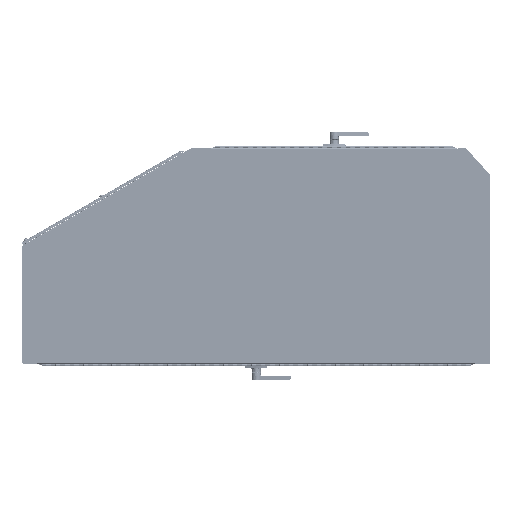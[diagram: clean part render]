
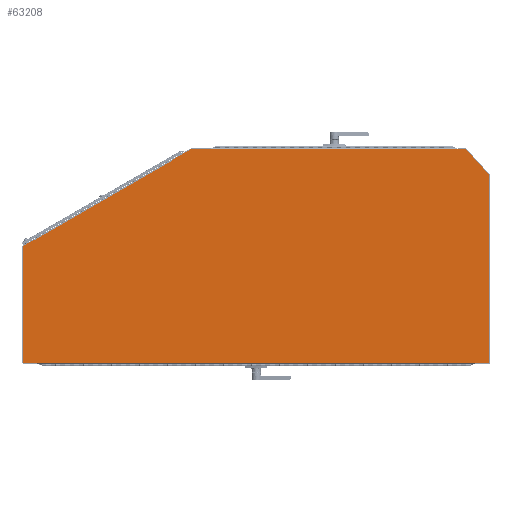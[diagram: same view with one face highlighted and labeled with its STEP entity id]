
A CAD part, left-side view. The second image highlights one B-rep face of the part: STEP entity #63208.
In plain terms, the highlighted face is planar.
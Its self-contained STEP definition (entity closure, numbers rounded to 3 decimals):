
#3326=PLANE('',#67914);
#5295=FACE_OUTER_BOUND('',#8821,.T.);
#8821=EDGE_LOOP('',(#41904,#41905,#41906,#41907,#41908,#41909,#41910,#41911,
#41912,#41913,#41914,#41915,#41916,#41917,#41918,#41919,#41920,#41921,#41922,
#41923,#41924,#41925,#41926,#41927,#41928,#41929,#41930,#41931,#41932,#41933));
#12952=LINE('',#90050,#18722);
#12955=LINE('',#90056,#18725);
#12958=LINE('',#90064,#18728);
#12961=LINE('',#90068,#18731);
#12989=LINE('',#90125,#18759);
#12991=LINE('',#90129,#18761);
#12993=LINE('',#90132,#18763);
#12994=LINE('',#90135,#18764);
#12995=LINE('',#90137,#18765);
#12996=LINE('',#90139,#18766);
#12997=LINE('',#90141,#18767);
#12998=LINE('',#90143,#18768);
#12999=LINE('',#90145,#18769);
#13000=LINE('',#90147,#18770);
#13001=LINE('',#90149,#18771);
#13002=LINE('',#90151,#18772);
#13003=LINE('',#90153,#18773);
#13004=LINE('',#90155,#18774);
#13005=LINE('',#90157,#18775);
#13006=LINE('',#90159,#18776);
#13007=LINE('',#90161,#18777);
#13008=LINE('',#90163,#18778);
#13009=LINE('',#90165,#18779);
#13010=LINE('',#90167,#18780);
#13011=LINE('',#90169,#18781);
#13012=LINE('',#90171,#18782);
#13013=LINE('',#90173,#18783);
#13014=LINE('',#90175,#18784);
#13015=LINE('',#90177,#18785);
#13016=LINE('',#90178,#18786);
#18722=VECTOR('',#73406,0.394);
#18725=VECTOR('',#73411,0.394);
#18728=VECTOR('',#73416,0.394);
#18731=VECTOR('',#73421,0.394);
#18759=VECTOR('',#73453,0.394);
#18761=VECTOR('',#73457,0.394);
#18763=VECTOR('',#73461,0.394);
#18764=VECTOR('',#73464,0.394);
#18765=VECTOR('',#73465,0.394);
#18766=VECTOR('',#73466,0.394);
#18767=VECTOR('',#73467,0.394);
#18768=VECTOR('',#73468,0.394);
#18769=VECTOR('',#73469,0.394);
#18770=VECTOR('',#73470,0.394);
#18771=VECTOR('',#73471,0.394);
#18772=VECTOR('',#73472,0.394);
#18773=VECTOR('',#73473,0.394);
#18774=VECTOR('',#73474,0.394);
#18775=VECTOR('',#73475,0.394);
#18776=VECTOR('',#73476,0.394);
#18777=VECTOR('',#73477,0.394);
#18778=VECTOR('',#73478,0.394);
#18779=VECTOR('',#73479,0.394);
#18780=VECTOR('',#73480,0.394);
#18781=VECTOR('',#73481,0.394);
#18782=VECTOR('',#73482,0.394);
#18783=VECTOR('',#73483,0.394);
#18784=VECTOR('',#73484,0.394);
#18785=VECTOR('',#73485,0.394);
#18786=VECTOR('',#73486,0.394);
#26573=VERTEX_POINT('',#90041);
#26574=VERTEX_POINT('',#90045);
#26576=VERTEX_POINT('',#90054);
#26579=VERTEX_POINT('',#90061);
#26580=VERTEX_POINT('',#90063);
#26606=VERTEX_POINT('',#90122);
#26607=VERTEX_POINT('',#90124);
#26608=VERTEX_POINT('',#90128);
#26609=VERTEX_POINT('',#90134);
#26610=VERTEX_POINT('',#90136);
#26611=VERTEX_POINT('',#90138);
#26612=VERTEX_POINT('',#90140);
#26613=VERTEX_POINT('',#90142);
#26614=VERTEX_POINT('',#90144);
#26615=VERTEX_POINT('',#90146);
#26616=VERTEX_POINT('',#90148);
#26617=VERTEX_POINT('',#90150);
#26618=VERTEX_POINT('',#90152);
#26619=VERTEX_POINT('',#90154);
#26620=VERTEX_POINT('',#90156);
#26621=VERTEX_POINT('',#90158);
#26622=VERTEX_POINT('',#90160);
#26623=VERTEX_POINT('',#90162);
#26624=VERTEX_POINT('',#90164);
#26625=VERTEX_POINT('',#90166);
#26626=VERTEX_POINT('',#90168);
#26627=VERTEX_POINT('',#90170);
#26628=VERTEX_POINT('',#90172);
#26629=VERTEX_POINT('',#90174);
#26630=VERTEX_POINT('',#90176);
#32553=EDGE_CURVE('',#26573,#26574,#12952,.T.);
#32556=EDGE_CURVE('',#26574,#26576,#12955,.T.);
#32559=EDGE_CURVE('',#26580,#26579,#12958,.T.);
#32562=EDGE_CURVE('',#26576,#26580,#12961,.T.);
#32590=EDGE_CURVE('',#26607,#26606,#12989,.T.);
#32592=EDGE_CURVE('',#26608,#26573,#12991,.T.);
#32594=EDGE_CURVE('',#26606,#26608,#12993,.T.);
#32595=EDGE_CURVE('',#26609,#26579,#12994,.T.);
#32596=EDGE_CURVE('',#26610,#26609,#12995,.T.);
#32597=EDGE_CURVE('',#26611,#26610,#12996,.T.);
#32598=EDGE_CURVE('',#26611,#26612,#12997,.T.);
#32599=EDGE_CURVE('',#26612,#26613,#12998,.T.);
#32600=EDGE_CURVE('',#26613,#26614,#12999,.T.);
#32601=EDGE_CURVE('',#26614,#26615,#13000,.T.);
#32602=EDGE_CURVE('',#26615,#26616,#13001,.T.);
#32603=EDGE_CURVE('',#26616,#26617,#13002,.T.);
#32604=EDGE_CURVE('',#26617,#26618,#13003,.T.);
#32605=EDGE_CURVE('',#26619,#26618,#13004,.T.);
#32606=EDGE_CURVE('',#26620,#26619,#13005,.T.);
#32607=EDGE_CURVE('',#26621,#26620,#13006,.T.);
#32608=EDGE_CURVE('',#26622,#26621,#13007,.T.);
#32609=EDGE_CURVE('',#26622,#26623,#13008,.T.);
#32610=EDGE_CURVE('',#26623,#26624,#13009,.T.);
#32611=EDGE_CURVE('',#26624,#26625,#13010,.T.);
#32612=EDGE_CURVE('',#26625,#26626,#13011,.T.);
#32613=EDGE_CURVE('',#26626,#26627,#13012,.T.);
#32614=EDGE_CURVE('',#26627,#26628,#13013,.T.);
#32615=EDGE_CURVE('',#26628,#26629,#13014,.T.);
#32616=EDGE_CURVE('',#26630,#26629,#13015,.T.);
#32617=EDGE_CURVE('',#26607,#26630,#13016,.T.);
#41904=ORIENTED_EDGE('',*,*,#32559,.T.);
#41905=ORIENTED_EDGE('',*,*,#32595,.F.);
#41906=ORIENTED_EDGE('',*,*,#32596,.F.);
#41907=ORIENTED_EDGE('',*,*,#32597,.F.);
#41908=ORIENTED_EDGE('',*,*,#32598,.T.);
#41909=ORIENTED_EDGE('',*,*,#32599,.T.);
#41910=ORIENTED_EDGE('',*,*,#32600,.T.);
#41911=ORIENTED_EDGE('',*,*,#32601,.T.);
#41912=ORIENTED_EDGE('',*,*,#32602,.T.);
#41913=ORIENTED_EDGE('',*,*,#32603,.T.);
#41914=ORIENTED_EDGE('',*,*,#32604,.T.);
#41915=ORIENTED_EDGE('',*,*,#32605,.F.);
#41916=ORIENTED_EDGE('',*,*,#32606,.F.);
#41917=ORIENTED_EDGE('',*,*,#32607,.F.);
#41918=ORIENTED_EDGE('',*,*,#32608,.F.);
#41919=ORIENTED_EDGE('',*,*,#32609,.T.);
#41920=ORIENTED_EDGE('',*,*,#32610,.T.);
#41921=ORIENTED_EDGE('',*,*,#32611,.T.);
#41922=ORIENTED_EDGE('',*,*,#32612,.T.);
#41923=ORIENTED_EDGE('',*,*,#32613,.T.);
#41924=ORIENTED_EDGE('',*,*,#32614,.T.);
#41925=ORIENTED_EDGE('',*,*,#32615,.T.);
#41926=ORIENTED_EDGE('',*,*,#32616,.F.);
#41927=ORIENTED_EDGE('',*,*,#32617,.F.);
#41928=ORIENTED_EDGE('',*,*,#32590,.T.);
#41929=ORIENTED_EDGE('',*,*,#32594,.T.);
#41930=ORIENTED_EDGE('',*,*,#32592,.T.);
#41931=ORIENTED_EDGE('',*,*,#32553,.T.);
#41932=ORIENTED_EDGE('',*,*,#32556,.T.);
#41933=ORIENTED_EDGE('',*,*,#32562,.T.);
#63208=ADVANCED_FACE('',(#5295),#3326,.F.);
#67914=AXIS2_PLACEMENT_3D('',#90133,#73462,#73463);
#73406=DIRECTION('',(0.5,0.866,0.));
#73411=DIRECTION('',(0.866,-0.5,0.));
#73416=DIRECTION('',(-0.866,0.5,0.));
#73421=DIRECTION('',(0.5,0.866,0.));
#73453=DIRECTION('',(0.866,-0.5,0.));
#73457=DIRECTION('',(-0.866,0.5,0.));
#73461=DIRECTION('',(0.5,0.866,0.));
#73462=DIRECTION('center_axis',(0.,0.,1.));
#73463=DIRECTION('ref_axis',(1.,0.,0.));
#73464=DIRECTION('',(-0.5,-0.866,0.));
#73465=DIRECTION('',(-1.,0.,0.));
#73466=DIRECTION('',(0.,1.,0.));
#73467=DIRECTION('',(-1.,0.,0.));
#73468=DIRECTION('',(0.,-1.,0.));
#73469=DIRECTION('',(1.,0.,0.));
#73470=DIRECTION('',(0.,-1.,0.));
#73471=DIRECTION('',(-1.,0.,0.));
#73472=DIRECTION('',(0.,-1.,0.));
#73473=DIRECTION('',(1.,0.,0.));
#73474=DIRECTION('',(0.,1.,0.));
#73475=DIRECTION('',(1.,0.,0.));
#73476=DIRECTION('',(0.739,-0.673,0.));
#73477=DIRECTION('',(0.,-1.,0.));
#73478=DIRECTION('',(1.,0.,0.));
#73479=DIRECTION('',(0.,1.,0.));
#73480=DIRECTION('',(-1.,0.,0.));
#73481=DIRECTION('',(0.,1.,0.));
#73482=DIRECTION('',(1.,0.,0.));
#73483=DIRECTION('',(0.,1.,0.));
#73484=DIRECTION('',(-1.,0.,0.));
#73485=DIRECTION('',(0.,-1.,0.));
#73486=DIRECTION('',(-0.5,-0.866,0.));
#90041=CARTESIAN_POINT('',(-10.284,8.892,0.));
#90045=CARTESIAN_POINT('',(-1.659,23.831,0.));
#90050=CARTESIAN_POINT('',(-6.741,15.028,0.));
#90054=CARTESIAN_POINT('',(-1.659,23.83,0.));
#90056=CARTESIAN_POINT('',(4.843,20.077,0.));
#90061=CARTESIAN_POINT('',(-1.713,23.862,0.));
#90063=CARTESIAN_POINT('',(-1.659,23.831,0.));
#90064=CARTESIAN_POINT('',(4.816,20.093,0.));
#90068=CARTESIAN_POINT('',(-6.741,15.028,0.));
#90122=CARTESIAN_POINT('',(-10.284,8.891,0.));
#90124=CARTESIAN_POINT('',(-10.338,8.923,0.));
#90125=CARTESIAN_POINT('',(-3.782,5.138,0.));
#90128=CARTESIAN_POINT('',(-10.284,8.892,0.));
#90129=CARTESIAN_POINT('',(-3.809,5.153,0.));
#90132=CARTESIAN_POINT('',(-11.053,7.558,0.));
#90133=CARTESIAN_POINT('Origin',(1.18,-1.282,0.));
#90134=CARTESIAN_POINT('',(-1.063,24.989,0.));
#90135=CARTESIAN_POINT('',(-1.063,24.989,0.));
#90136=CARTESIAN_POINT('',(11.489,24.989,0.));
#90137=CARTESIAN_POINT('',(11.489,24.989,0.));
#90138=CARTESIAN_POINT('',(11.489,23.438,0.));
#90139=CARTESIAN_POINT('',(11.489,-24.989,0.));
#90140=CARTESIAN_POINT('',(11.426,23.438,0.));
#90141=CARTESIAN_POINT('',(6.303,23.438,0.));
#90142=CARTESIAN_POINT('',(11.426,23.438,0.));
#90143=CARTESIAN_POINT('',(11.426,11.078,0.));
#90144=CARTESIAN_POINT('',(11.426,23.438,0.));
#90145=CARTESIAN_POINT('',(6.334,23.438,0.));
#90146=CARTESIAN_POINT('',(11.426,-23.438,0.));
#90147=CARTESIAN_POINT('',(11.426,-12.36,0.));
#90148=CARTESIAN_POINT('',(11.426,-23.438,0.));
#90149=CARTESIAN_POINT('',(6.303,-23.438,0.));
#90150=CARTESIAN_POINT('',(11.426,-23.438,0.));
#90151=CARTESIAN_POINT('',(11.426,-12.36,0.));
#90152=CARTESIAN_POINT('',(11.489,-23.438,0.));
#90153=CARTESIAN_POINT('',(6.334,-23.438,0.));
#90154=CARTESIAN_POINT('',(11.489,-24.989,0.));
#90155=CARTESIAN_POINT('',(11.489,-24.989,0.));
#90156=CARTESIAN_POINT('',(-8.688,-24.989,0.));
#90157=CARTESIAN_POINT('',(-8.688,-24.989,0.));
#90158=CARTESIAN_POINT('',(-11.489,-22.438,0.));
#90159=CARTESIAN_POINT('',(-11.489,-22.438,0.));
#90160=CARTESIAN_POINT('',(-11.489,-21.549,0.));
#90161=CARTESIAN_POINT('',(-11.489,6.93,0.));
#90162=CARTESIAN_POINT('',(-11.426,-21.549,0.));
#90163=CARTESIAN_POINT('',(-5.123,-21.549,0.));
#90164=CARTESIAN_POINT('',(-11.426,-21.549,0.));
#90165=CARTESIAN_POINT('',(-11.426,-11.416,0.));
#90166=CARTESIAN_POINT('',(-11.426,-21.549,0.));
#90167=CARTESIAN_POINT('',(-5.154,-21.549,0.));
#90168=CARTESIAN_POINT('',(-11.426,4.813,0.));
#90169=CARTESIAN_POINT('',(-11.426,1.765,0.));
#90170=CARTESIAN_POINT('',(-11.426,4.813,0.));
#90171=CARTESIAN_POINT('',(-5.123,4.813,0.));
#90172=CARTESIAN_POINT('',(-11.426,4.813,0.));
#90173=CARTESIAN_POINT('',(-11.426,1.766,0.));
#90174=CARTESIAN_POINT('',(-11.489,4.813,0.));
#90175=CARTESIAN_POINT('',(-5.154,4.813,0.));
#90176=CARTESIAN_POINT('',(-11.489,6.93,0.));
#90177=CARTESIAN_POINT('',(-11.489,6.93,0.));
#90178=CARTESIAN_POINT('',(-1.063,24.989,0.));
